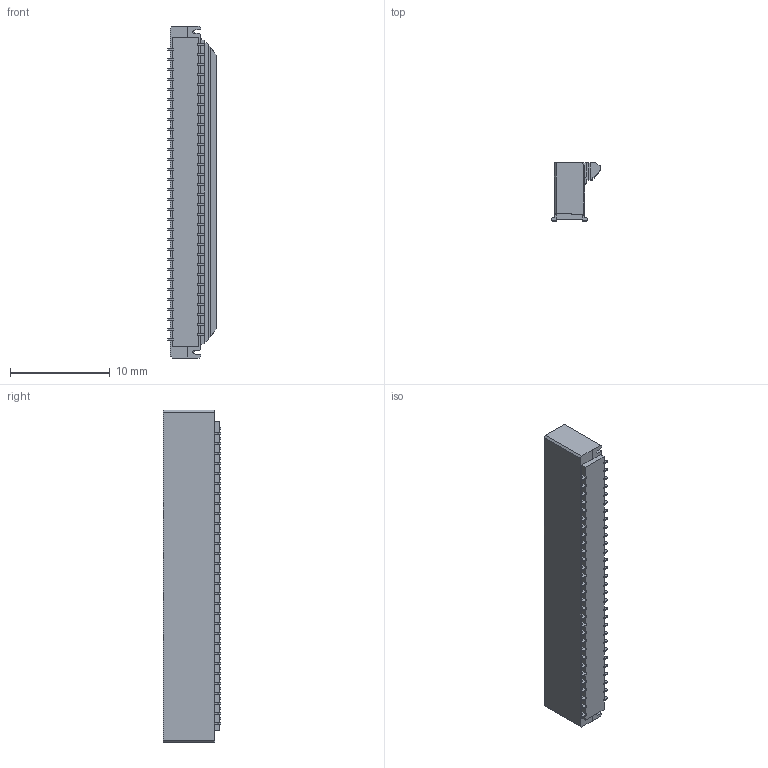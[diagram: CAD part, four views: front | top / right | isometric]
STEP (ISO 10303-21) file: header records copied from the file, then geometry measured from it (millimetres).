
FILE_DESCRIPTION(('CoCreate Modeling STEP Export'),'2;1');
FILE_NAME('FH40-60S-0.5SV.stp','2010-06-14T16:51:12',(''),(''),'CoCreate Modeling STEP processor for AP214 (Solid Model)','CoCreate Modeling 17.0 01-Apr-2010 (C) Parametric Technology GmbH','');
FILE_SCHEMA(('AUTOMOTIVE_DESIGN { 1 0 10303 214 1 1 1 1 }'));
Length unit declared in the file: millimetre
Products named in the file (1): FH40-60S-0.5SV
Bounding box: 4.9 x 5.8 x 33.2 mm (x, y, z)
Volume: 513.1 mm3; surface area: 1083.4 mm2
Topology: 1 solids, 1 shells, 1186 faces, 3913 edges, 2604 vertices
Faces by surface type: plane 993, cylinder 191, torus 2
Entity records: 40491 total; most frequent: ORIENTED_EDGE 7826, CARTESIAN_POINT 7334, DIRECTION 5985, EDGE_CURVE 3913, VECTOR 3255, LINE 3255, VERTEX_POINT 2604, AXIS2_PLACEMENT_3D 1365
